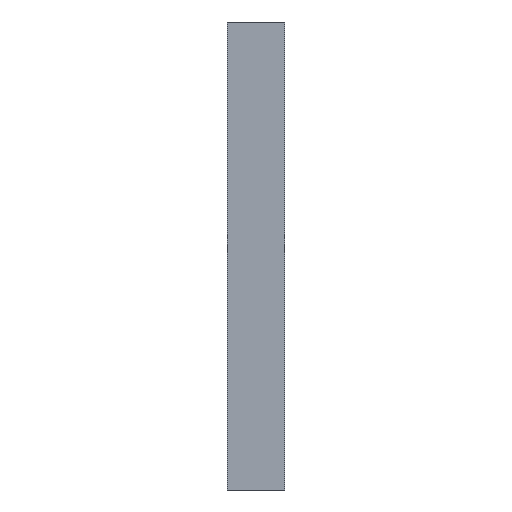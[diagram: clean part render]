
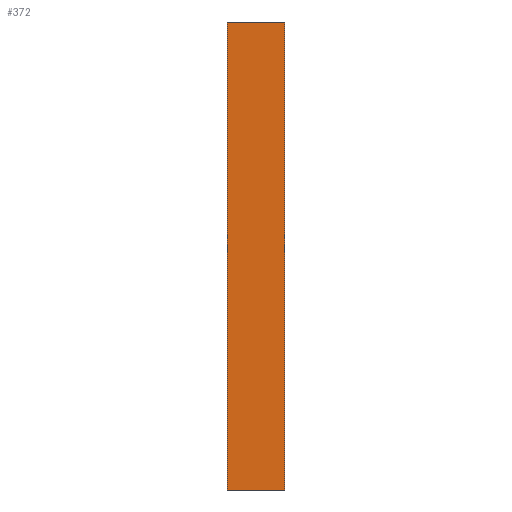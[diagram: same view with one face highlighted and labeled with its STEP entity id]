
A CAD part, front view. The second image highlights one B-rep face of the part: STEP entity #372.
In plain terms, the highlighted planar face has unit normal (0, -1, 0).
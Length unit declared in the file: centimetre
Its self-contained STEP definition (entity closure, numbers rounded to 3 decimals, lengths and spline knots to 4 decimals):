
#40=FACE_OUTER_BOUND('',#58,.T.);
#58=EDGE_LOOP('',(#298,#299,#300,#301));
#80=LINE('',#529,#120);
#91=LINE('',#560,#131);
#106=LINE('',#592,#146);
#107=LINE('',#594,#147);
#120=VECTOR('',#426,30.48);
#131=VECTOR('',#447,30.48);
#146=VECTOR('',#482,30.48);
#147=VECTOR('',#485,30.48);
#162=VERTEX_POINT('',#526);
#163=VERTEX_POINT('',#528);
#177=VERTEX_POINT('',#557);
#178=VERTEX_POINT('',#559);
#194=EDGE_CURVE('',#162,#163,#80,.T.);
#209=EDGE_CURVE('',#177,#178,#91,.T.);
#226=EDGE_CURVE('',#178,#162,#106,.T.);
#227=EDGE_CURVE('',#177,#163,#107,.T.);
#298=ORIENTED_EDGE('',*,*,#194,.F.);
#299=ORIENTED_EDGE('',*,*,#226,.F.);
#300=ORIENTED_EDGE('',*,*,#209,.F.);
#301=ORIENTED_EDGE('',*,*,#227,.T.);
#338=PLANE('',#401);
#372=ADVANCED_FACE('',(#40),#338,.T.);
#401=AXIS2_PLACEMENT_3D('',#593,#483,#484);
#426=DIRECTION('',(1.,0.,0.));
#447=DIRECTION('',(-1.,0.,0.));
#482=DIRECTION('',(0.,0.,1.));
#483=DIRECTION('center_axis',(0.,-1.,0.));
#484=DIRECTION('ref_axis',(0.,0.,-1.));
#485=DIRECTION('',(0.,0.,1.));
#526=CARTESIAN_POINT('',(-15.265,-15.395,0.));
#528=CARTESIAN_POINT('',(15.265,-15.395,0.));
#529=CARTESIAN_POINT('',(-15.265,-15.395,0.));
#557=CARTESIAN_POINT('',(15.265,-15.395,-250.));
#559=CARTESIAN_POINT('',(-15.265,-15.395,-250.));
#560=CARTESIAN_POINT('',(15.265,-15.395,-250.));
#592=CARTESIAN_POINT('',(-15.265,-15.395,0.));
#593=CARTESIAN_POINT('Origin',(-15.265,-15.395,0.));
#594=CARTESIAN_POINT('',(15.265,-15.395,0.));
